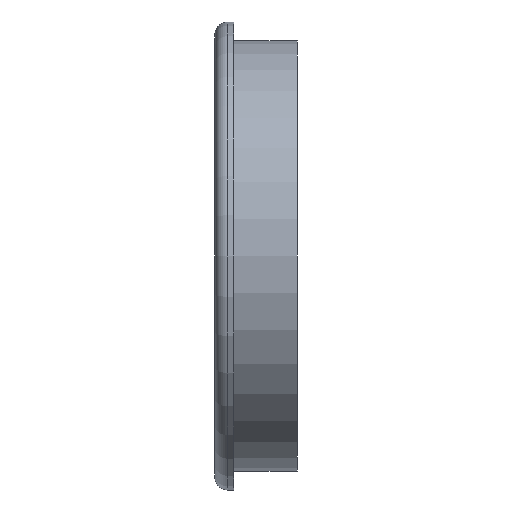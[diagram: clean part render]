
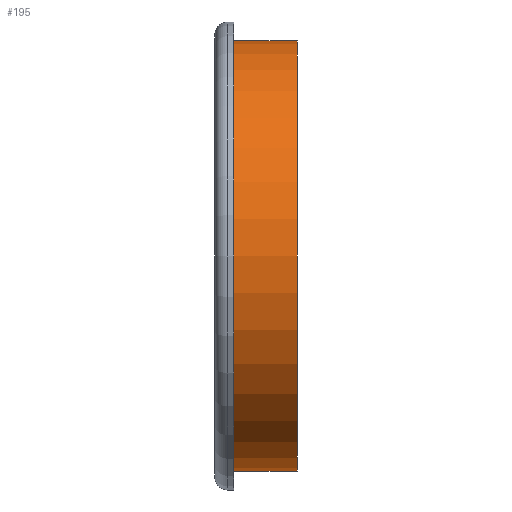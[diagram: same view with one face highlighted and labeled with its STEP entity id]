
A CAD part, left-side view. The second image highlights one B-rep face of the part: STEP entity #195.
In plain terms, the highlighted cylindrical face has radius 170 mm (diameter 340 mm), a partial arc.
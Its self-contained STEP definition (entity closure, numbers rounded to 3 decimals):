
#1 = DIRECTION ( 'NONE',  ( 0., 0., 1. ) ) ;
#23 = VECTOR ( 'NONE', #248, 1000. ) ;
#40 = CARTESIAN_POINT ( 'NONE',  ( 0., -50., 170. ) ) ;
#48 = CARTESIAN_POINT ( 'NONE',  ( 0., -50., 0. ) ) ;
#85 = CARTESIAN_POINT ( 'NONE',  ( 0., -50., 0. ) ) ;
#89 = DIRECTION ( 'NONE',  ( 0., 1., 0. ) ) ;
#91 = CIRCLE ( 'NONE', #120, 170. ) ;
#120 = AXIS2_PLACEMENT_3D ( 'NONE', #281, #368, #147 ) ;
#121 = AXIS2_PLACEMENT_3D ( 'NONE', #85, #123, #1 ) ;
#123 = DIRECTION ( 'NONE',  ( 0., 1., 0. ) ) ;
#129 = DIRECTION ( 'NONE',  ( 0., 0., 1. ) ) ;
#130 = FACE_OUTER_BOUND ( 'NONE', #143, .T. ) ;
#136 = VERTEX_POINT ( 'NONE', #518 ) ;
#143 = EDGE_LOOP ( 'NONE', ( #322, #540, #148, #267 ) ) ;
#145 = EDGE_CURVE ( 'NONE', #495, #284, #171, .T. ) ;
#147 = DIRECTION ( 'NONE',  ( 0., 0., 1. ) ) ;
#148 = ORIENTED_EDGE ( 'NONE', *, *, #145, .T. ) ;
#151 = VECTOR ( 'NONE', #499, 1000. ) ;
#171 = LINE ( 'NONE', #393, #23 ) ;
#195 = ADVANCED_FACE ( 'NONE', ( #130 ), #209, .T. ) ;
#209 = CYLINDRICAL_SURFACE ( 'NONE', #529, 170. ) ;
#248 = DIRECTION ( 'NONE',  ( 0., 1., 0. ) ) ;
#267 = ORIENTED_EDGE ( 'NONE', *, *, #359, .F. ) ;
#281 = CARTESIAN_POINT ( 'NONE',  ( 0., 0., 0. ) ) ;
#284 = VERTEX_POINT ( 'NONE', #515 ) ;
#294 = EDGE_CURVE ( 'NONE', #136, #495, #461, .T. ) ;
#310 = CARTESIAN_POINT ( 'NONE',  ( 0., 0., -170. ) ) ;
#322 = ORIENTED_EDGE ( 'NONE', *, *, #365, .F. ) ;
#326 = CARTESIAN_POINT ( 'NONE',  ( 0., -50., -170. ) ) ;
#359 = EDGE_CURVE ( 'NONE', #441, #284, #91, .T. ) ;
#365 = EDGE_CURVE ( 'NONE', #136, #441, #544, .T. ) ;
#368 = DIRECTION ( 'NONE',  ( 0., 1., 0. ) ) ;
#393 = CARTESIAN_POINT ( 'NONE',  ( 0., -50., 170. ) ) ;
#441 = VERTEX_POINT ( 'NONE', #310 ) ;
#461 = CIRCLE ( 'NONE', #121, 170. ) ;
#495 = VERTEX_POINT ( 'NONE', #40 ) ;
#499 = DIRECTION ( 'NONE',  ( 0., 1., 0. ) ) ;
#515 = CARTESIAN_POINT ( 'NONE',  ( 0., 0., 170. ) ) ;
#518 = CARTESIAN_POINT ( 'NONE',  ( 0., -50., -170. ) ) ;
#529 = AXIS2_PLACEMENT_3D ( 'NONE', #48, #89, #129 ) ;
#540 = ORIENTED_EDGE ( 'NONE', *, *, #294, .T. ) ;
#544 = LINE ( 'NONE', #326, #151 ) ;
